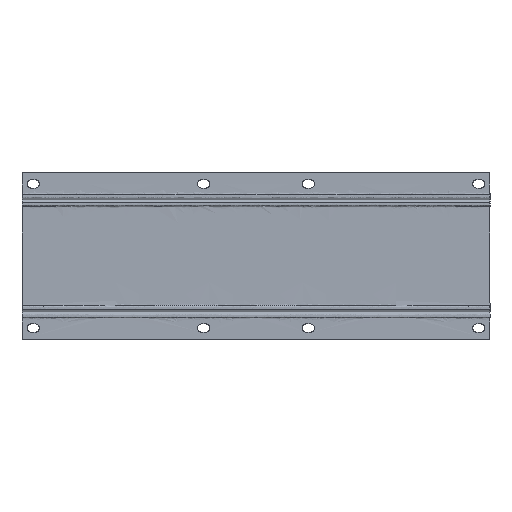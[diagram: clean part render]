
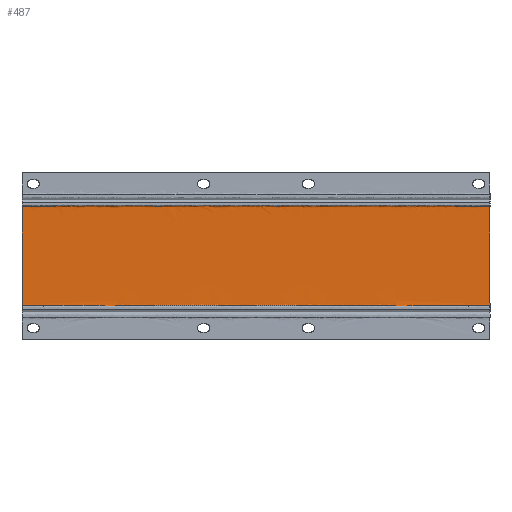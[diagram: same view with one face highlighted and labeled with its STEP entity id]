
A CAD part, top view. The second image highlights one B-rep face of the part: STEP entity #487.
In plain terms, the highlighted face is a extrusion surface.
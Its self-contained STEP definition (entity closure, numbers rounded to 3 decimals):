
#418=FACE_OUTER_BOUND('',#602,.T.);
#487=ADVANCED_FACE('',(#418),#533,.T.);
#533=SURFACE_OF_LINEAR_EXTRUSION('',#1413,#788);
#602=EDGE_LOOP('',(#949,#950,#951,#952));
#682=LINE('',#2298,#776);
#691=LINE('',#2532,#786);
#776=VECTOR('',#1638,1.);
#786=VECTOR('',#1662,1.);
#788=VECTOR('',#1664,1.);
#949=ORIENTED_EDGE('',*,*,#1337,.F.);
#950=ORIENTED_EDGE('',*,*,#1336,.F.);
#951=ORIENTED_EDGE('',*,*,#1338,.T.);
#952=ORIENTED_EDGE('',*,*,#1310,.T.);
#1209=VERTEX_POINT('',#2296);
#1211=VERTEX_POINT('',#2299);
#1223=VERTEX_POINT('',#2493);
#1224=VERTEX_POINT('',#2531);
#1310=EDGE_CURVE('',#1211,#1209,#682,.T.);
#1336=EDGE_CURVE('',#1224,#1223,#691,.T.);
#1337=EDGE_CURVE('',#1223,#1209,#1411,.T.);
#1338=EDGE_CURVE('',#1224,#1211,#1412,.T.);
#1411=(
BOUNDED_CURVE()
B_SPLINE_CURVE(3,(#2570,#2571,#2572,#2573,#2574,#2575,#2576,#2577,#2578,
#2579,#2580,#2581,#2582,#2583,#2584,#2585),.UNSPECIFIED.,.F.,.F.)
B_SPLINE_CURVE_WITH_KNOTS((4,3,3,3,3,4),(0.,0.066,0.087,
0.872,0.899,1.),.UNSPECIFIED.)
CURVE()
GEOMETRIC_REPRESENTATION_ITEM()
RATIONAL_B_SPLINE_CURVE((1.,1.,1.,1.,0.805,0.805,
1.,1.,1.,1.,0.805,0.805,1.,1.,1.,1.))
REPRESENTATION_ITEM('')
);
#1412=(
BOUNDED_CURVE()
B_SPLINE_CURVE(3,(#2586,#2587,#2588,#2589,#2590,#2591,#2592,#2593,#2594,
#2595,#2596,#2597,#2598,#2599,#2600,#2601),.UNSPECIFIED.,.F.,.F.)
B_SPLINE_CURVE_WITH_KNOTS((4,3,3,3,3,4),(0.,0.066,0.087,
0.872,0.899,1.),.UNSPECIFIED.)
CURVE()
GEOMETRIC_REPRESENTATION_ITEM()
RATIONAL_B_SPLINE_CURVE((1.,1.,1.,1.,0.805,0.805,
1.,1.,1.,1.,0.805,0.805,1.,1.,1.,1.))
REPRESENTATION_ITEM('')
);
#1413=(
BOUNDED_CURVE()
B_SPLINE_CURVE(3,(#2602,#2603,#2604,#2605,#2606,#2607,#2608,#2609,#2610,
#2611,#2612,#2613,#2614,#2615,#2616,#2617),.UNSPECIFIED.,.F.,.F.)
B_SPLINE_CURVE_WITH_KNOTS((4,3,3,3,3,4),(0.,0.066,0.087,
0.872,0.899,1.),.UNSPECIFIED.)
CURVE()
GEOMETRIC_REPRESENTATION_ITEM()
RATIONAL_B_SPLINE_CURVE((1.,1.,1.,1.,0.805,0.805,
1.,1.,1.,1.,0.805,0.805,1.,1.,1.,1.))
REPRESENTATION_ITEM('')
);
#1638=DIRECTION('',(-1.,0.,0.));
#1662=DIRECTION('',(-1.,0.,0.));
#1664=DIRECTION('',(-1.,0.,0.));
#2296=CARTESIAN_POINT('',(0.,-17.2,143.));
#2298=CARTESIAN_POINT('',(500.,-17.2,143.));
#2299=CARTESIAN_POINT('',(500.,-17.2,143.));
#2493=CARTESIAN_POINT('',(0.,-17.2,35.5));
#2531=CARTESIAN_POINT('',(500.,-17.2,35.5));
#2532=CARTESIAN_POINT('',(500.,-17.2,35.5));
#2570=CARTESIAN_POINT('',(0.,-17.2,35.5));
#2571=CARTESIAN_POINT('',(0.,-13.617,35.5));
#2572=CARTESIAN_POINT('',(0.,-10.033,35.5));
#2573=CARTESIAN_POINT('',(0.,-6.45,35.5));
#2574=CARTESIAN_POINT('',(0.,-5.278,35.5));
#2575=CARTESIAN_POINT('',(0.,-4.45,36.328));
#2576=CARTESIAN_POINT('',(0.,-4.45,37.5));
#2577=CARTESIAN_POINT('',(0.,-4.45,72.));
#2578=CARTESIAN_POINT('',(0.,-4.45,106.5));
#2579=CARTESIAN_POINT('',(0.,-4.45,141.));
#2580=CARTESIAN_POINT('',(0.,-4.45,142.172));
#2581=CARTESIAN_POINT('',(0.,-5.278,143.));
#2582=CARTESIAN_POINT('',(0.,-6.45,143.));
#2583=CARTESIAN_POINT('',(0.,-10.033,143.));
#2584=CARTESIAN_POINT('',(0.,-13.617,143.));
#2585=CARTESIAN_POINT('',(0.,-17.2,143.));
#2586=CARTESIAN_POINT('',(500.,-17.2,35.5));
#2587=CARTESIAN_POINT('',(500.,-13.617,35.5));
#2588=CARTESIAN_POINT('',(500.,-10.033,35.5));
#2589=CARTESIAN_POINT('',(500.,-6.45,35.5));
#2590=CARTESIAN_POINT('',(500.,-5.278,35.5));
#2591=CARTESIAN_POINT('',(500.,-4.45,36.328));
#2592=CARTESIAN_POINT('',(500.,-4.45,37.5));
#2593=CARTESIAN_POINT('',(500.,-4.45,72.));
#2594=CARTESIAN_POINT('',(500.,-4.45,106.5));
#2595=CARTESIAN_POINT('',(500.,-4.45,141.));
#2596=CARTESIAN_POINT('',(500.,-4.45,142.172));
#2597=CARTESIAN_POINT('',(500.,-5.278,143.));
#2598=CARTESIAN_POINT('',(500.,-6.45,143.));
#2599=CARTESIAN_POINT('',(500.,-10.033,143.));
#2600=CARTESIAN_POINT('',(500.,-13.617,143.));
#2601=CARTESIAN_POINT('',(500.,-17.2,143.));
#2602=CARTESIAN_POINT('',(500.,-17.2,35.5));
#2603=CARTESIAN_POINT('',(500.,-13.617,35.5));
#2604=CARTESIAN_POINT('',(500.,-10.033,35.5));
#2605=CARTESIAN_POINT('',(500.,-6.45,35.5));
#2606=CARTESIAN_POINT('',(500.,-5.278,35.5));
#2607=CARTESIAN_POINT('',(500.,-4.45,36.328));
#2608=CARTESIAN_POINT('',(500.,-4.45,37.5));
#2609=CARTESIAN_POINT('',(500.,-4.45,72.));
#2610=CARTESIAN_POINT('',(500.,-4.45,106.5));
#2611=CARTESIAN_POINT('',(500.,-4.45,141.));
#2612=CARTESIAN_POINT('',(500.,-4.45,142.172));
#2613=CARTESIAN_POINT('',(500.,-5.278,143.));
#2614=CARTESIAN_POINT('',(500.,-6.45,143.));
#2615=CARTESIAN_POINT('',(500.,-10.033,143.));
#2616=CARTESIAN_POINT('',(500.,-13.617,143.));
#2617=CARTESIAN_POINT('',(500.,-17.2,143.));
